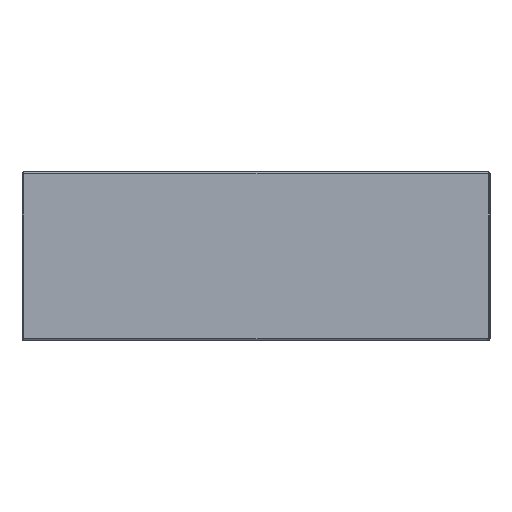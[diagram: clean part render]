
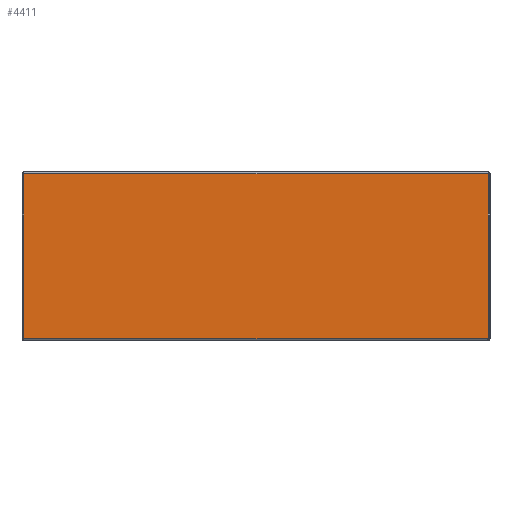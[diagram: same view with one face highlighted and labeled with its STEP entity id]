
A CAD part, left-side view. The second image highlights one B-rep face of the part: STEP entity #4411.
In plain terms, the highlighted planar face has unit normal (-1, 0, 0).
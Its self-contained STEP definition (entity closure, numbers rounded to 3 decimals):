
#703=FACE_OUTER_BOUND('',#964,.T.);
#964=EDGE_LOOP('',(#3545,#3546,#3547,#3548));
#1183=LINE('',#6165,#1497);
#1184=LINE('',#6171,#1498);
#1185=LINE('',#6182,#1499);
#1303=LINE('',#7156,#1617);
#1497=VECTOR('',#5026,1000.);
#1498=VECTOR('',#5035,1000.);
#1499=VECTOR('',#5054,1000.);
#1617=VECTOR('',#5272,1000.);
#1868=VERTEX_POINT('',#6161);
#1869=VERTEX_POINT('',#6163);
#1870=VERTEX_POINT('',#6169);
#1871=VERTEX_POINT('',#6180);
#2324=EDGE_CURVE('',#1869,#1868,#1183,.T.);
#2327=EDGE_CURVE('',#1870,#1869,#1184,.T.);
#2334=EDGE_CURVE('',#1871,#1870,#1185,.T.);
#2543=EDGE_CURVE('',#1868,#1871,#1303,.T.);
#3545=ORIENTED_EDGE('',*,*,#2324,.F.);
#3546=ORIENTED_EDGE('',*,*,#2327,.F.);
#3547=ORIENTED_EDGE('',*,*,#2334,.F.);
#3548=ORIENTED_EDGE('',*,*,#2543,.F.);
#3951=PLANE('',#4652);
#4411=ADVANCED_FACE('',(#703),#3951,.T.);
#4652=AXIS2_PLACEMENT_3D('',#7158,#5275,#5276);
#5026=DIRECTION('',(0.,0.,1.));
#5035=DIRECTION('',(0.,1.,0.));
#5054=DIRECTION('',(0.,0.,-1.));
#5272=DIRECTION('',(0.,-1.,0.));
#5275=DIRECTION('center_axis',(-1.,0.,0.));
#5276=DIRECTION('ref_axis',(0.,0.,1.));
#6161=CARTESIAN_POINT('',(-1.,0.62,0.445));
#6163=CARTESIAN_POINT('',(-1.,0.62,0.005));
#6165=CARTESIAN_POINT('',(-1.,0.62,0.225));
#6169=CARTESIAN_POINT('',(-1.,-0.62,0.005));
#6171=CARTESIAN_POINT('',(-1.,-0.625,0.005));
#6180=CARTESIAN_POINT('',(-1.,-0.62,0.445));
#6182=CARTESIAN_POINT('',(-1.,-0.62,0.225));
#7156=CARTESIAN_POINT('',(-1.,-0.625,0.445));
#7158=CARTESIAN_POINT('Origin',(-1.,-0.625,0.225));
